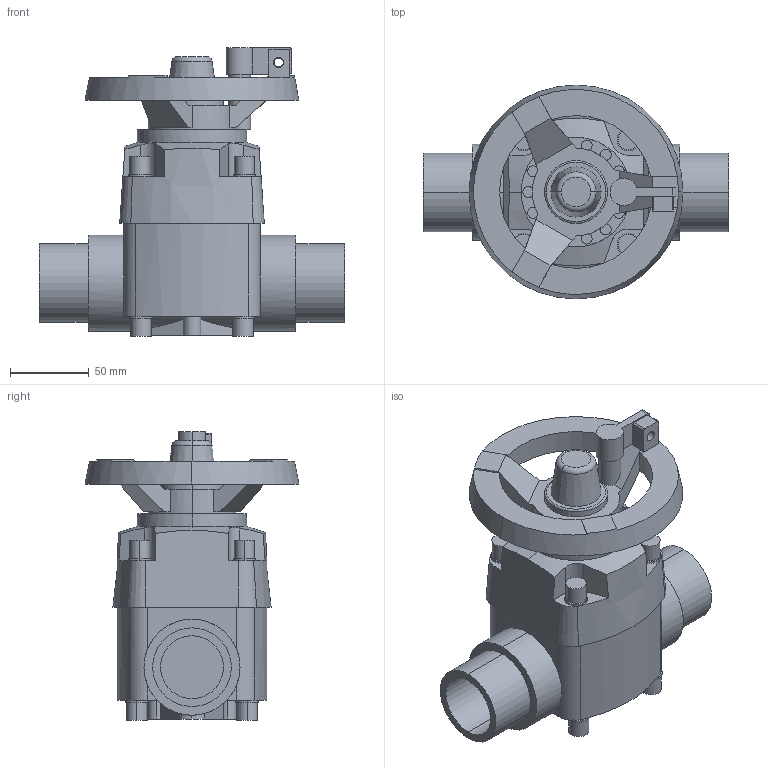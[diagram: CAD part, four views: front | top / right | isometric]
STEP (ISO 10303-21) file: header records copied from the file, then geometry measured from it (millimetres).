
FILE_DESCRIPTION(('STEP AP214'),'1');
FILE_NAME('cctmp_69B6D076-F224-4BC3-A179-A3FB7CE7B651_2018_11_21_10_0_50_37..stp','2018-11-21T09:00:50',('Praher Valves GmbH'),('CADClick - www.CADClick.com'),'Spatial InterOp 3D',' ','unknown authorization');
FILE_SCHEMA(('AUTOMOTIVE_DESIGN'));
Length unit declared in the file: millimetre
Products named in the file (1): 120157
Bounding box: 194 x 136 x 183.73 mm (x, y, z)
Volume: 1185418.5 mm3; surface area: 133114.6 mm2
Topology: 1 solids, 2 shells, 271 faces, 695 edges, 446 vertices
Faces by surface type: plane 133, cylinder 122, cone 12, torus 4
Entity records: 10894 total; most frequent: CARTESIAN_POINT 1855, DIRECTION 1570, ORIENTED_EDGE 1390, EDGE_CURVE 695, AXIS2_PLACEMENT_3D 643, VERTEX_POINT 446, CIRCLE 359, EDGE_LOOP 299
